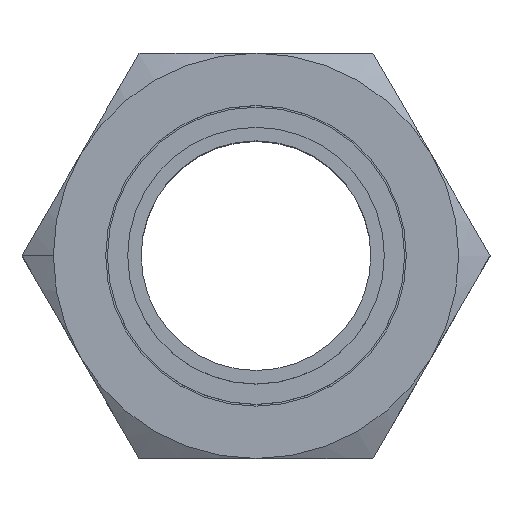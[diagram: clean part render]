
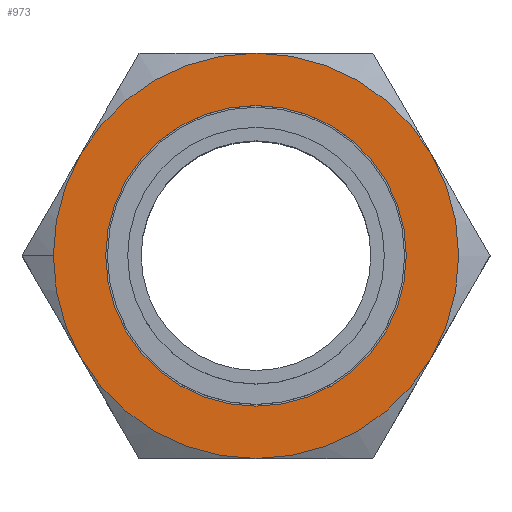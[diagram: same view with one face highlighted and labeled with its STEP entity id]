
A CAD part, top view. The second image highlights one B-rep face of the part: STEP entity #973.
In plain terms, the highlighted planar face has unit normal (0, 0, 1).
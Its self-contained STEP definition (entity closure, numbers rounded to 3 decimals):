
#766 = VERTEX_POINT ( 'NONE', #1538 ) ;
#780 = VERTEX_POINT ( 'NONE', #1576 ) ;
#782 = EDGE_CURVE ( 'NONE', #780, #783, #1543, .T. ) ;
#783 = VERTEX_POINT ( 'NONE', #1534 ) ;
#817 = VERTEX_POINT ( 'NONE', #1815 ) ;
#822 = VERTEX_POINT ( 'NONE', #1842 ) ;
#826 = EDGE_CURVE ( 'NONE', #882, #841, #1855, .T. ) ;
#829 = EDGE_CURVE ( 'NONE', #884, #882, #1849, .T. ) ;
#841 = VERTEX_POINT ( 'NONE', #1943 ) ;
#852 = EDGE_CURVE ( 'NONE', #841, #853, #1988, .T. ) ;
#853 = VERTEX_POINT ( 'NONE', #1989 ) ;
#857 = EDGE_CURVE ( 'NONE', #766, #822, #1873, .T. ) ;
#882 = VERTEX_POINT ( 'NONE', #2032 ) ;
#884 = VERTEX_POINT ( 'NONE', #2023 ) ;
#894 = EDGE_CURVE ( 'NONE', #853, #780, #2041, .T. ) ;
#908 = EDGE_CURVE ( 'NONE', #817, #884, #2094, .T. ) ;
#911 = EDGE_CURVE ( 'NONE', #783, #817, #2103, .T. ) ;
#918 = ORIENTED_EDGE ( 'NONE', *, *, #782, .T. ) ;
#919 = ORIENTED_EDGE ( 'NONE', *, *, #911, .T. ) ;
#920 = ORIENTED_EDGE ( 'NONE', *, *, #894, .T. ) ;
#924 = EDGE_CURVE ( 'NONE', #822, #766, #2113, .T. ) ;
#969 = ORIENTED_EDGE ( 'NONE', *, *, #826, .T. ) ;
#970 = ORIENTED_EDGE ( 'NONE', *, *, #924, .F. ) ;
#971 = ORIENTED_EDGE ( 'NONE', *, *, #857, .F. ) ;
#972 = EDGE_LOOP ( 'NONE', ( #969, #975, #920, #918, #919, #974, #978 ) ) ;
#973 = ADVANCED_FACE ( 'NONE', ( #2241, #2259 ), #2276, .F. ) ;
#974 = ORIENTED_EDGE ( 'NONE', *, *, #908, .T. ) ;
#975 = ORIENTED_EDGE ( 'NONE', *, *, #852, .T. ) ;
#976 = EDGE_LOOP ( 'NONE', ( #970, #971 ) ) ;
#978 = ORIENTED_EDGE ( 'NONE', *, *, #829, .T. ) ;
#1534 = CARTESIAN_POINT ( 'NONE',  ( -25.981, -15., 12.5 ) ) ;
#1538 = CARTESIAN_POINT ( 'NONE',  ( -22.25, 0., 12.5 ) ) ;
#1539 = DIRECTION ( 'NONE',  ( 1., 0., 0. ) ) ;
#1540 = DIRECTION ( 'NONE',  ( 0., 0., 1. ) ) ;
#1541 = CARTESIAN_POINT ( 'NONE',  ( 0., 0., 12.5 ) ) ;
#1542 = AXIS2_PLACEMENT_3D ( 'NONE', #1541, #1540, #1539 ) ;
#1543 = CIRCLE ( 'NONE', #1542, 30. ) ;
#1576 = CARTESIAN_POINT ( 'NONE',  ( -30., 0., 12.5 ) ) ;
#1815 = CARTESIAN_POINT ( 'NONE',  ( 0., -30., 12.5 ) ) ;
#1842 = CARTESIAN_POINT ( 'NONE',  ( 22.25, 0., 12.5 ) ) ;
#1846 = DIRECTION ( 'NONE',  ( 1., 0., 0. ) ) ;
#1847 = DIRECTION ( 'NONE',  ( 0., 0., 1. ) ) ;
#1848 = AXIS2_PLACEMENT_3D ( 'NONE', #1856, #1847, #1846 ) ;
#1849 = CIRCLE ( 'NONE', #1848, 30. ) ;
#1851 = DIRECTION ( 'NONE',  ( 1., 0., 0. ) ) ;
#1852 = DIRECTION ( 'NONE',  ( 0., 0., 1. ) ) ;
#1853 = CARTESIAN_POINT ( 'NONE',  ( 0., 0., 12.5 ) ) ;
#1854 = AXIS2_PLACEMENT_3D ( 'NONE', #1853, #1852, #1851 ) ;
#1855 = CIRCLE ( 'NONE', #1854, 30. ) ;
#1856 = CARTESIAN_POINT ( 'NONE',  ( 0., 0., 12.5 ) ) ;
#1870 = DIRECTION ( 'NONE',  ( 1., 0., 0. ) ) ;
#1871 = DIRECTION ( 'NONE',  ( 0., 0., 1. ) ) ;
#1872 = AXIS2_PLACEMENT_3D ( 'NONE', #1879, #1871, #1870 ) ;
#1873 = CIRCLE ( 'NONE', #1872, 22.25 ) ;
#1879 = CARTESIAN_POINT ( 'NONE',  ( 0., 0., 12.5 ) ) ;
#1943 = CARTESIAN_POINT ( 'NONE',  ( 0., 30., 12.5 ) ) ;
#1974 = DIRECTION ( 'NONE',  ( 1., 0., 0. ) ) ;
#1975 = DIRECTION ( 'NONE',  ( 0., 0., 1. ) ) ;
#1976 = CARTESIAN_POINT ( 'NONE',  ( 0., 0., 12.5 ) ) ;
#1977 = AXIS2_PLACEMENT_3D ( 'NONE', #1976, #1975, #1974 ) ;
#1988 = CIRCLE ( 'NONE', #1977, 30. ) ;
#1989 = CARTESIAN_POINT ( 'NONE',  ( -25.981, 15., 12.5 ) ) ;
#2023 = CARTESIAN_POINT ( 'NONE',  ( 25.981, -15., 12.5 ) ) ;
#2032 = CARTESIAN_POINT ( 'NONE',  ( 25.981, 15., 12.5 ) ) ;
#2039 = DIRECTION ( 'NONE',  ( 0., 0., 1. ) ) ;
#2040 = AXIS2_PLACEMENT_3D ( 'NONE', #2048, #2039, #2045 ) ;
#2041 = CIRCLE ( 'NONE', #2040, 30. ) ;
#2045 = DIRECTION ( 'NONE',  ( 1., 0., 0. ) ) ;
#2048 = CARTESIAN_POINT ( 'NONE',  ( 0., 0., 12.5 ) ) ;
#2066 = DIRECTION ( 'NONE',  ( 1., 0., 0. ) ) ;
#2067 = DIRECTION ( 'NONE',  ( 0., 0., 1. ) ) ;
#2068 = AXIS2_PLACEMENT_3D ( 'NONE', #2093, #2067, #2066 ) ;
#2093 = CARTESIAN_POINT ( 'NONE',  ( 0., 0., 12.5 ) ) ;
#2094 = CIRCLE ( 'NONE', #2068, 30. ) ;
#2103 = CIRCLE ( 'NONE', #2129, 30. ) ;
#2109 = DIRECTION ( 'NONE',  ( 1., 0., 0. ) ) ;
#2110 = DIRECTION ( 'NONE',  ( 0., 0., 1. ) ) ;
#2111 = CARTESIAN_POINT ( 'NONE',  ( 0., 0., 12.5 ) ) ;
#2112 = AXIS2_PLACEMENT_3D ( 'NONE', #2111, #2110, #2109 ) ;
#2113 = CIRCLE ( 'NONE', #2112, 22.25 ) ;
#2126 = DIRECTION ( 'NONE',  ( 1., 0., 0. ) ) ;
#2127 = DIRECTION ( 'NONE',  ( 0., 0., 1. ) ) ;
#2128 = CARTESIAN_POINT ( 'NONE',  ( 0., 0., 12.5 ) ) ;
#2129 = AXIS2_PLACEMENT_3D ( 'NONE', #2128, #2127, #2126 ) ;
#2241 = FACE_BOUND ( 'NONE', #976, .T. ) ;
#2257 = DIRECTION ( 'NONE',  ( -1., 0., 0. ) ) ;
#2258 = DIRECTION ( 'NONE',  ( 0., 0., -1. ) ) ;
#2259 = FACE_OUTER_BOUND ( 'NONE', #972, .T. ) ;
#2261 = AXIS2_PLACEMENT_3D ( 'NONE', #2275, #2258, #2257 ) ;
#2275 = CARTESIAN_POINT ( 'NONE',  ( 0., 30., 12.5 ) ) ;
#2276 = PLANE ( 'NONE',  #2261 ) ;
